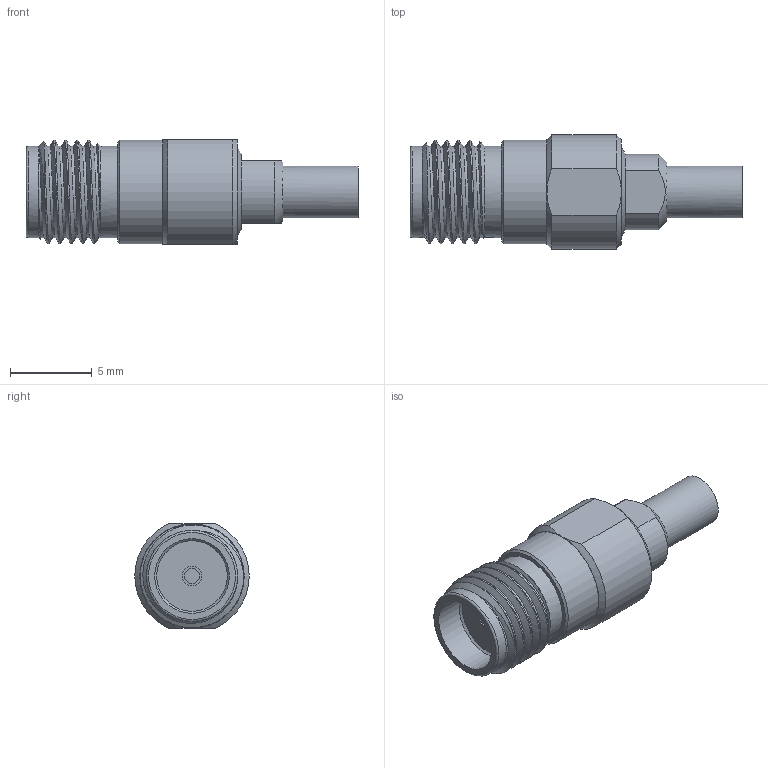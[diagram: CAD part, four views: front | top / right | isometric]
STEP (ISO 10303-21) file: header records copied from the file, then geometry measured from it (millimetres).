
FILE_DESCRIPTION (( 'STEP AP203' ), '1' );
FILE_NAME ('SM8908.step', '2019-10-30T22:43:43', ( '' ), ( '' ), 'SwSTEP 2.0', 'SolidWorks 2018', '' );
FILE_SCHEMA (( 'CONFIG_CONTROL_DESIGN' ));
Length unit declared in the file: inch
Products named in the file (1): SM8908
Bounding box: 20.32 x 7 x 6.4 mm (x, y, z)
Volume: 438.3 mm3; surface area: 550.1 mm2
Topology: 1 solids, 1 shells, 56 faces, 112 edges, 70 vertices
Faces by surface type: cylinder 20, plane 20, cone 11, bspline 3, torus 2
Full cylindrical faces by diameter (mm): 0.292 x1, 0.498 x1, 0.736 x1, 0.94 x1, 1.194 x1, 2.108 x1, 2.184 x1, 2.819 x1, 3.175 x1, 4.572 x1, 5.441 x1, 5.582 x2, 5.594 x1, 6.35 x1
Entity records: 2481 total; most frequent: CARTESIAN_POINT 1410, DIRECTION 214, ORIENTED_EDGE 154, AXIS2_PLACEMENT_3D 102, EDGE_LOOP 94, EDGE_CURVE 77, FACE_OUTER_BOUND 73, VERTEX_POINT 61
